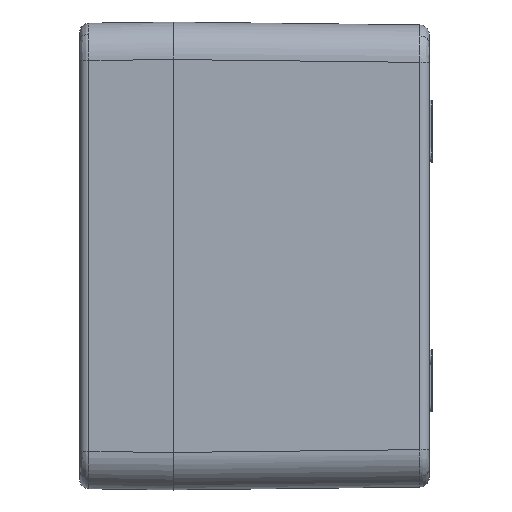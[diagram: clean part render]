
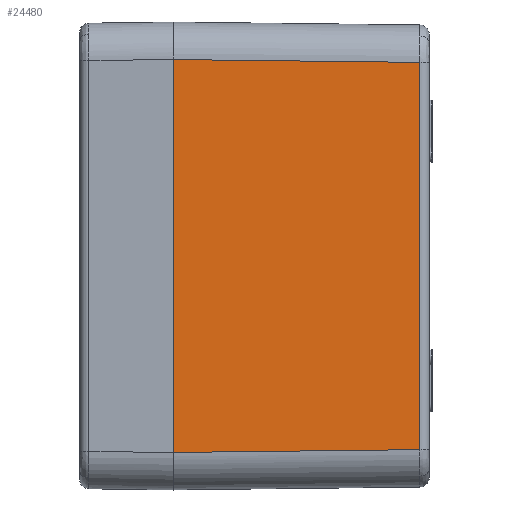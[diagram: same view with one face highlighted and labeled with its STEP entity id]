
A CAD part, left-side view. The second image highlights one B-rep face of the part: STEP entity #24480.
In plain terms, the highlighted planar face has unit normal (-1, -0.011, 0).
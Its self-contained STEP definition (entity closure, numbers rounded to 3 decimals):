
#4487 = DIRECTION ( 'NONE',  ( -0.011, 1., 0.011 ) ) ;
#4488 = VECTOR ( 'NONE', #4487, 1000. ) ;
#4489 = CARTESIAN_POINT ( 'NONE',  ( -54.991, 1.217, 31.492 ) ) ;
#4490 = LINE ( 'NONE', #4489, #4488 ) ;
#4627 = CARTESIAN_POINT ( 'NONE',  ( -54.532, -39.217, -31.033 ) ) ;
#4628 = DIRECTION ( 'NONE',  ( 0.011, -1., 0.011 ) ) ;
#4629 = VECTOR ( 'NONE', #4628, 1000. ) ;
#4641 = DIRECTION ( 'NONE',  ( 0., 0., 1. ) ) ;
#4642 = VECTOR ( 'NONE', #4641, 1000. ) ;
#4643 = CARTESIAN_POINT ( 'NONE',  ( -54.532, -39.217, 31.016 ) ) ;
#4644 = LINE ( 'NONE', #4643, #4642 ) ;
#4680 = PLANE ( 'NONE',  #4780 ) ;
#4684 = FACE_OUTER_BOUND ( 'NONE', #24481, .T. ) ;
#4713 = LINE ( 'NONE', #4714, #4629 ) ;
#4714 = CARTESIAN_POINT ( 'NONE',  ( -55.001, 2.068, -31.501 ) ) ;
#4756 = DIRECTION ( 'NONE',  ( 0.011, -1., 0. ) ) ;
#4757 = DIRECTION ( 'NONE',  ( -1., -0.011, 0. ) ) ;
#4779 = CARTESIAN_POINT ( 'NONE',  ( -55., 2., -37.5 ) ) ;
#4780 = AXIS2_PLACEMENT_3D ( 'NONE', #4779, #4757, #4756 ) ;
#13317 = CARTESIAN_POINT ( 'NONE',  ( -54.532, -39.217, 31.033 ) ) ;
#21520 = VERTEX_POINT ( 'NONE', #13317 ) ;
#22273 = EDGE_CURVE ( 'NONE', #22289, #22290, #25686, .T. ) ;
#22289 = VERTEX_POINT ( 'NONE', #25661 ) ;
#22290 = VERTEX_POINT ( 'NONE', #25660 ) ;
#24381 = EDGE_CURVE ( 'NONE', #21520, #22290, #4490, .T. ) ;
#24382 = ORIENTED_EDGE ( 'NONE', *, *, #22273, .F. ) ;
#24480 = ADVANCED_FACE ( 'NONE', ( #4684 ), #4680, .T. ) ;
#24481 = EDGE_LOOP ( 'NONE', ( #24482, #24487, #24490, #24382 ) ) ;
#24482 = ORIENTED_EDGE ( 'NONE', *, *, #24484, .T. ) ;
#24484 = EDGE_CURVE ( 'NONE', #22289, #24485, #4713, .T. ) ;
#24485 = VERTEX_POINT ( 'NONE', #4627 ) ;
#24487 = ORIENTED_EDGE ( 'NONE', *, *, #24489, .T. ) ;
#24489 = EDGE_CURVE ( 'NONE', #24485, #21520, #4644, .T. ) ;
#24490 = ORIENTED_EDGE ( 'NONE', *, *, #24381, .T. ) ;
#25660 = CARTESIAN_POINT ( 'NONE',  ( -54.981, 0.3, 31.481 ) ) ;
#25661 = CARTESIAN_POINT ( 'NONE',  ( -54.981, 0.3, -31.481 ) ) ;
#25683 = DIRECTION ( 'NONE',  ( 0., 0., 1. ) ) ;
#25684 = VECTOR ( 'NONE', #25683, 1000. ) ;
#25685 = CARTESIAN_POINT ( 'NONE',  ( -54.981, 0.3, -37.5 ) ) ;
#25686 = LINE ( 'NONE', #25685, #25684 ) ;
